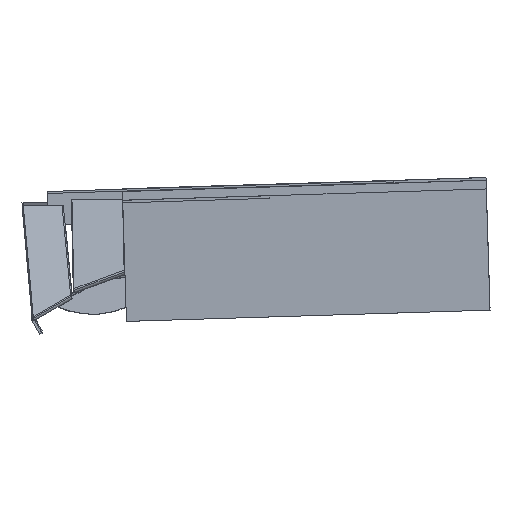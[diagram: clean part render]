
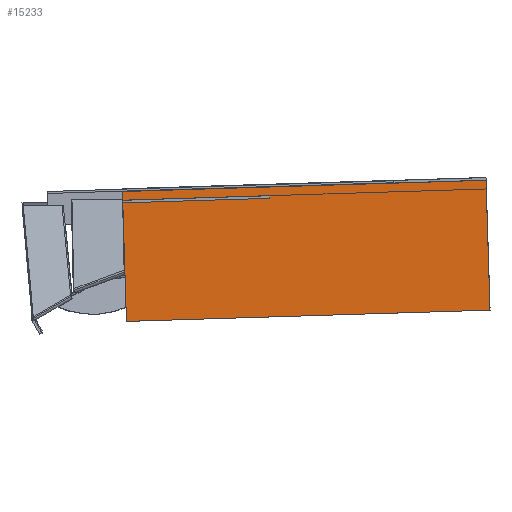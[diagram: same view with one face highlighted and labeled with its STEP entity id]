
A CAD part, left-side view. The second image highlights one B-rep face of the part: STEP entity #15233.
In plain terms, the highlighted planar face has unit normal (-1, 0, -0.002).
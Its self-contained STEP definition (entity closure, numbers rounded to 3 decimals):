
#15053=CARTESIAN_POINT('Vertex',(-181.752,0.,55.227)) ;
#15056=CARTESIAN_POINT('Line Origine',(-181.752,-85.,55.227)) ;
#15060=CARTESIAN_POINT('Vertex',(-181.752,-170.,55.227)) ;
#15087=CARTESIAN_POINT('Line Origine',(-181.752,-170.,56.727)) ;
#15091=CARTESIAN_POINT('Vertex',(-181.752,-170.,58.227)) ;
#15135=CARTESIAN_POINT('Line Origine',(-181.752,-85.,58.227)) ;
#15139=CARTESIAN_POINT('Vertex',(-181.752,0.,58.227)) ;
#15163=CARTESIAN_POINT('Vertex',(-181.752,-420.,68.227)) ;
#15179=CARTESIAN_POINT('Vertex',(-181.752,0.,68.227)) ;
#15182=CARTESIAN_POINT('Line Origine',(-181.752,-210.,68.227)) ;
#15194=CARTESIAN_POINT('Axis2P3D Location',(-181.752,0.,-81.773)) ;
#15199=CARTESIAN_POINT('Line Origine',(-181.752,0.,-13.273)) ;
#15203=CARTESIAN_POINT('Vertex',(-181.752,0.,-81.773)) ;
#15206=CARTESIAN_POINT('Line Origine',(-181.752,-210.,-81.773)) ;
#15210=CARTESIAN_POINT('Vertex',(-181.752,-420.,-81.773)) ;
#15213=CARTESIAN_POINT('Line Origine',(-181.752,-420.,-6.773)) ;
#15218=CARTESIAN_POINT('Line Origine',(-181.752,0.,63.227)) ;
#15057=DIRECTION('Vector Direction',(0.,1.,0.)) ;
#15088=DIRECTION('Vector Direction',(0.,0.,-1.)) ;
#15136=DIRECTION('Vector Direction',(0.,-1.,0.)) ;
#15183=DIRECTION('Vector Direction',(0.,-1.,0.)) ;
#15195=DIRECTION('Axis2P3D Direction',(1.,0.,0.)) ;
#15196=DIRECTION('Axis2P3D XDirection',(0.,0.,1.)) ;
#15200=DIRECTION('Vector Direction',(0.,0.,1.)) ;
#15207=DIRECTION('Vector Direction',(0.,-1.,0.)) ;
#15214=DIRECTION('Vector Direction',(0.,0.,1.)) ;
#15219=DIRECTION('Vector Direction',(0.,0.,1.)) ;
#15197=AXIS2_PLACEMENT_3D('Plane Axis2P3D',#15194,#15195,#15196) ;
#15224=ORIENTED_EDGE('',*,*,#15141,.T.) ;
#15225=ORIENTED_EDGE('',*,*,#15093,.T.) ;
#15226=ORIENTED_EDGE('',*,*,#15062,.T.) ;
#15227=ORIENTED_EDGE('',*,*,#15205,.F.) ;
#15228=ORIENTED_EDGE('',*,*,#15212,.T.) ;
#15229=ORIENTED_EDGE('',*,*,#15217,.T.) ;
#15230=ORIENTED_EDGE('',*,*,#15186,.F.) ;
#15231=ORIENTED_EDGE('',*,*,#15222,.F.) ;
#15058=VECTOR('Line Direction',#15057,1.) ;
#15089=VECTOR('Line Direction',#15088,1.) ;
#15137=VECTOR('Line Direction',#15136,1.) ;
#15184=VECTOR('Line Direction',#15183,1.) ;
#15201=VECTOR('Line Direction',#15200,1.) ;
#15208=VECTOR('Line Direction',#15207,1.) ;
#15215=VECTOR('Line Direction',#15214,1.) ;
#15220=VECTOR('Line Direction',#15219,1.) ;
#15233=ADVANCED_FACE('',(#15232),#15198,.F.) ;
#15062=EDGE_CURVE('',#15061,#15054,#15059,.T.) ;
#15093=EDGE_CURVE('',#15092,#15061,#15090,.T.) ;
#15141=EDGE_CURVE('',#15140,#15092,#15138,.T.) ;
#15186=EDGE_CURVE('',#15180,#15164,#15185,.T.) ;
#15205=EDGE_CURVE('',#15204,#15054,#15202,.T.) ;
#15212=EDGE_CURVE('',#15204,#15211,#15209,.T.) ;
#15217=EDGE_CURVE('',#15211,#15164,#15216,.T.) ;
#15222=EDGE_CURVE('',#15140,#15180,#15221,.T.) ;
#15223=EDGE_LOOP('',(#15224,#15225,#15226,#15227,#15228,#15229,#15230,#15231)) ;
#15232=FACE_OUTER_BOUND('',#15223,.T.) ;
#15059=LINE('Line',#15056,#15058) ;
#15090=LINE('Line',#15087,#15089) ;
#15138=LINE('Line',#15135,#15137) ;
#15185=LINE('Line',#15182,#15184) ;
#15202=LINE('Line',#15199,#15201) ;
#15209=LINE('Line',#15206,#15208) ;
#15216=LINE('Line',#15213,#15215) ;
#15221=LINE('Line',#15218,#15220) ;
#15198=PLANE('Plane',#15197) ;
#15054=VERTEX_POINT('',#15053) ;
#15061=VERTEX_POINT('',#15060) ;
#15092=VERTEX_POINT('',#15091) ;
#15140=VERTEX_POINT('',#15139) ;
#15164=VERTEX_POINT('',#15163) ;
#15180=VERTEX_POINT('',#15179) ;
#15204=VERTEX_POINT('',#15203) ;
#15211=VERTEX_POINT('',#15210) ;
